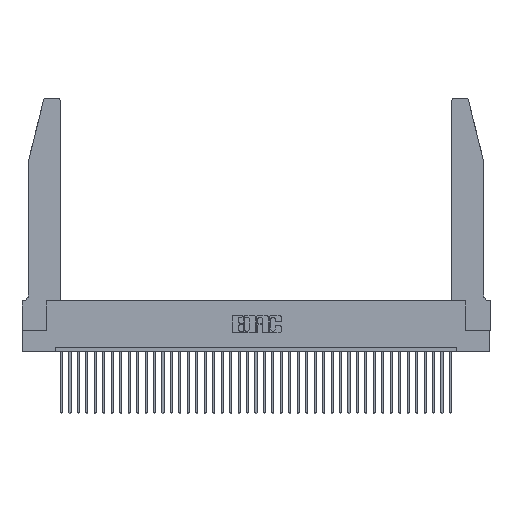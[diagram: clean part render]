
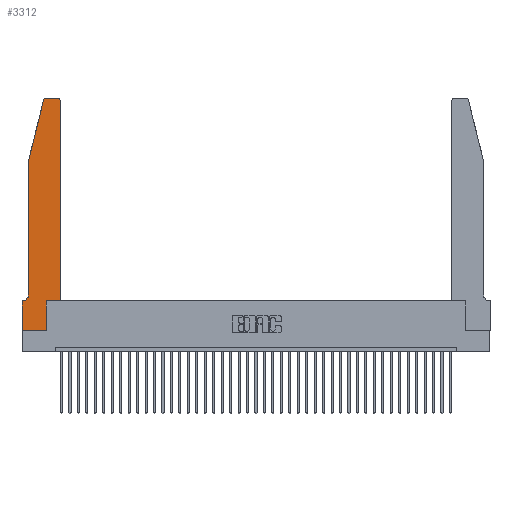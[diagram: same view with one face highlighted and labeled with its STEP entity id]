
A CAD part, top view. The second image highlights one B-rep face of the part: STEP entity #3312.
In plain terms, the highlighted planar face has unit normal (0, 0, 1).
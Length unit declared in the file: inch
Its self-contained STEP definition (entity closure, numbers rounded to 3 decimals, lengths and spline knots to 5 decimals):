
#127 = EDGE_CURVE ( 'NONE', #16701, #22258, #3515, .T. ) ;
#942 = EDGE_CURVE ( 'NONE', #27175, #10171, #36388, .T. ) ;
#965 = VECTOR ( 'NONE', #26321, 39.37008 ) ;
#1332 = ORIENTED_EDGE ( 'NONE', *, *, #31787, .T. ) ;
#1531 = CARTESIAN_POINT ( 'NONE',  ( 0.4205, 2.75, 0.37 ) ) ;
#1772 = VERTEX_POINT ( 'NONE', #4464 ) ;
#1957 = CARTESIAN_POINT ( 'NONE',  ( 0.4505, 0.35, 0.37 ) ) ;
#2336 = DIRECTION ( 'NONE',  ( 1., 0., 0. ) ) ;
#3080 = LINE ( 'NONE', #6065, #37876 ) ;
#3230 = LINE ( 'NONE', #5899, #11362 ) ;
#3312 = ADVANCED_FACE ( 'NONE', ( #13740 ), #8229, .T. ) ;
#3345 = DIRECTION ( 'NONE',  ( 0., -1., 0. ) ) ;
#3515 = CIRCLE ( 'NONE', #37137, 0.03 ) ;
#4085 = DIRECTION ( 'NONE',  ( 0., 0., 1. ) ) ;
#4340 = DIRECTION ( 'NONE',  ( 0., 0., -1. ) ) ;
#4441 = VECTOR ( 'NONE', #12832, 39.37008 ) ;
#4464 = CARTESIAN_POINT ( 'NONE',  ( 0.4505, 2.72, 0.37 ) ) ;
#4839 = ORIENTED_EDGE ( 'NONE', *, *, #17166, .T. ) ;
#5185 = ORIENTED_EDGE ( 'NONE', *, *, #36626, .T. ) ;
#5574 = ORIENTED_EDGE ( 'NONE', *, *, #11485, .T. ) ;
#5882 = ORIENTED_EDGE ( 'NONE', *, *, #32726, .T. ) ;
#5899 = CARTESIAN_POINT ( 'NONE',  ( 0.2605, 2.75, 0.37 ) ) ;
#6065 = CARTESIAN_POINT ( 'NONE',  ( 0.0755, 2., 0.37 ) ) ;
#6615 = CARTESIAN_POINT ( 'NONE',  ( 0.2865, 0.35, 0.37 ) ) ;
#6861 = VECTOR ( 'NONE', #30573, 39.37008 ) ;
#7509 = CARTESIAN_POINT ( 'NONE',  ( 0.4505, 0.35, 0.37 ) ) ;
#7534 = CARTESIAN_POINT ( 'NONE',  ( 0.0755, 2., 0.37 ) ) ;
#7581 = LINE ( 'NONE', #21081, #20494 ) ;
#7583 = CARTESIAN_POINT ( 'NONE',  ( 0.0055, 0.42, 0.37 ) ) ;
#7850 = CARTESIAN_POINT ( 'NONE',  ( 0.2865, 0., 0.37 ) ) ;
#8228 = EDGE_LOOP ( 'NONE', ( #1332, #32888, #4839, #5574, #39474, #33358, #5185, #26809, #20626, #22037, #5882, #17603 ) ) ;
#8229 = PLANE ( 'NONE',  #21321 ) ;
#9585 = CARTESIAN_POINT ( 'NONE',  ( 0.284, 2.75, 0.37 ) ) ;
#9877 = EDGE_CURVE ( 'NONE', #23023, #26441, #7581, .T. ) ;
#10171 = VERTEX_POINT ( 'NONE', #26126 ) ;
#11362 = VECTOR ( 'NONE', #36798, 39.37008 ) ;
#11485 = EDGE_CURVE ( 'NONE', #26644, #27175, #3080, .T. ) ;
#12682 = DIRECTION ( 'NONE',  ( 0., 1., 0. ) ) ;
#12832 = DIRECTION ( 'NONE',  ( -0.239, -0.971, 0. ) ) ;
#12890 = CARTESIAN_POINT ( 'NONE',  ( 0.4205, 2.72, 0.37 ) ) ;
#13402 = DIRECTION ( 'NONE',  ( 1., 0., 0. ) ) ;
#13740 = FACE_OUTER_BOUND ( 'NONE', #8228, .T. ) ;
#13791 = CARTESIAN_POINT ( 'NONE',  ( 0., 0.35, 0.37 ) ) ;
#13853 = LINE ( 'NONE', #38359, #965 ) ;
#15138 = EDGE_CURVE ( 'NONE', #10171, #38175, #22731, .T. ) ;
#15574 = CARTESIAN_POINT ( 'NONE',  ( 0.2865, 0.35, 0.37 ) ) ;
#15911 = LINE ( 'NONE', #7509, #6861 ) ;
#16373 = VERTEX_POINT ( 'NONE', #20682 ) ;
#16701 = VERTEX_POINT ( 'NONE', #9585 ) ;
#17166 = EDGE_CURVE ( 'NONE', #22258, #26644, #23996, .T. ) ;
#17201 = VERTEX_POINT ( 'NONE', #1531 ) ;
#17284 = EDGE_CURVE ( 'NONE', #1772, #17201, #17349, .T. ) ;
#17349 = CIRCLE ( 'NONE', #33339, 0.03 ) ;
#17603 = ORIENTED_EDGE ( 'NONE', *, *, #17284, .T. ) ;
#19087 = DIRECTION ( 'NONE',  ( 0., 0., 1. ) ) ;
#20494 = VECTOR ( 'NONE', #24138, 39.37008 ) ;
#20626 = ORIENTED_EDGE ( 'NONE', *, *, #27690, .T. ) ;
#20682 = CARTESIAN_POINT ( 'NONE',  ( 0.4505, 0.35, 0.37 ) ) ;
#21081 = CARTESIAN_POINT ( 'NONE',  ( 0., 0., 0.37 ) ) ;
#21321 = AXIS2_PLACEMENT_3D ( 'NONE', #13791, #39344, #2336 ) ;
#21416 = VERTEX_POINT ( 'NONE', #15574 ) ;
#22037 = ORIENTED_EDGE ( 'NONE', *, *, #24648, .T. ) ;
#22258 = VERTEX_POINT ( 'NONE', #25904 ) ;
#22282 = DIRECTION ( 'NONE',  ( -1., 0., 0. ) ) ;
#22526 = DIRECTION ( 'NONE',  ( -1., 0., 0. ) ) ;
#22731 = LINE ( 'NONE', #34391, #33693 ) ;
#23023 = VERTEX_POINT ( 'NONE', #32797 ) ;
#23214 = LINE ( 'NONE', #6615, #27517 ) ;
#23996 = LINE ( 'NONE', #31159, #4441 ) ;
#24138 = DIRECTION ( 'NONE',  ( 1., 0., 0. ) ) ;
#24648 = EDGE_CURVE ( 'NONE', #21416, #16373, #15911, .T. ) ;
#25458 = CARTESIAN_POINT ( 'NONE',  ( 0.284, 2.72, 0.37 ) ) ;
#25682 = VECTOR ( 'NONE', #29209, 39.37008 ) ;
#25904 = CARTESIAN_POINT ( 'NONE',  ( 0.25487, 2.72718, 0.37 ) ) ;
#26126 = CARTESIAN_POINT ( 'NONE',  ( 0.0055, 0.35, 0.37 ) ) ;
#26321 = DIRECTION ( 'NONE',  ( 0., -1., 0. ) ) ;
#26441 = VERTEX_POINT ( 'NONE', #7850 ) ;
#26644 = VERTEX_POINT ( 'NONE', #7534 ) ;
#26809 = ORIENTED_EDGE ( 'NONE', *, *, #9877, .T. ) ;
#27175 = VERTEX_POINT ( 'NONE', #39324 ) ;
#27517 = VECTOR ( 'NONE', #12682, 39.37008 ) ;
#27690 = EDGE_CURVE ( 'NONE', #26441, #21416, #23214, .T. ) ;
#29209 = DIRECTION ( 'NONE',  ( 0., 1., 0. ) ) ;
#30425 = LINE ( 'NONE', #1957, #25682 ) ;
#30573 = DIRECTION ( 'NONE',  ( 1., 0., 0. ) ) ;
#31005 = CARTESIAN_POINT ( 'NONE',  ( 0., 0.35, 0.37 ) ) ;
#31159 = CARTESIAN_POINT ( 'NONE',  ( 0.0755, 2., 0.37 ) ) ;
#31787 = EDGE_CURVE ( 'NONE', #17201, #16701, #3230, .T. ) ;
#32726 = EDGE_CURVE ( 'NONE', #16373, #1772, #30425, .T. ) ;
#32797 = CARTESIAN_POINT ( 'NONE',  ( 0., 0., 0.37 ) ) ;
#32888 = ORIENTED_EDGE ( 'NONE', *, *, #127, .T. ) ;
#33339 = AXIS2_PLACEMENT_3D ( 'NONE', #12890, #19087, #34399 ) ;
#33358 = ORIENTED_EDGE ( 'NONE', *, *, #15138, .T. ) ;
#33693 = VECTOR ( 'NONE', #22282, 39.37008 ) ;
#34391 = CARTESIAN_POINT ( 'NONE',  ( 0.0755, 0.35, 0.37 ) ) ;
#34399 = DIRECTION ( 'NONE',  ( 1., 0., 0. ) ) ;
#36388 = CIRCLE ( 'NONE', #37527, 0.07 ) ;
#36626 = EDGE_CURVE ( 'NONE', #38175, #23023, #13853, .T. ) ;
#36798 = DIRECTION ( 'NONE',  ( -1., 0., 0. ) ) ;
#37137 = AXIS2_PLACEMENT_3D ( 'NONE', #25458, #4085, #13402 ) ;
#37527 = AXIS2_PLACEMENT_3D ( 'NONE', #7583, #4340, #22526 ) ;
#37876 = VECTOR ( 'NONE', #3345, 39.37008 ) ;
#38175 = VERTEX_POINT ( 'NONE', #31005 ) ;
#38359 = CARTESIAN_POINT ( 'NONE',  ( 0., 0., 0.37 ) ) ;
#39324 = CARTESIAN_POINT ( 'NONE',  ( 0.0755, 0.42, 0.37 ) ) ;
#39344 = DIRECTION ( 'NONE',  ( 0., 0., 1. ) ) ;
#39474 = ORIENTED_EDGE ( 'NONE', *, *, #942, .T. ) ;
